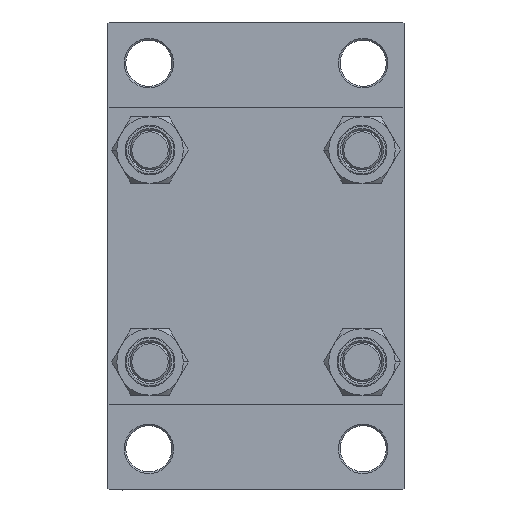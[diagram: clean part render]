
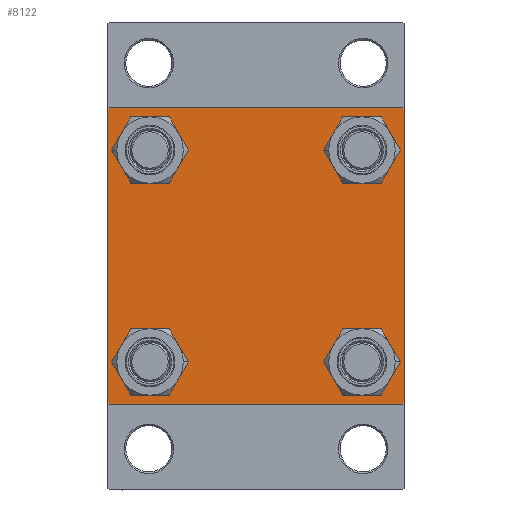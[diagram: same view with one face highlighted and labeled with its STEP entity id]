
A CAD part, left-side view. The second image highlights one B-rep face of the part: STEP entity #8122.
In plain terms, the highlighted planar face has unit normal (-1, 0, 0).
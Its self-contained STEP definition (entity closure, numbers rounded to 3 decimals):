
#496 = ORIENTED_EDGE ( 'NONE', *, *, #1016, .F. ) ;
#584 = LINE ( 'NONE', #15572, #1831 ) ;
#886 = DIRECTION ( 'NONE',  ( 1., 0., 0. ) ) ;
#1016 = EDGE_CURVE ( 'NONE', #4992, #42039, #584, .T. ) ;
#1021 = ORIENTED_EDGE ( 'NONE', *, *, #43809, .T. ) ;
#1188 = CARTESIAN_POINT ( 'NONE',  ( 0., 32.15, -32.15 ) ) ;
#1214 = CARTESIAN_POINT ( 'NONE',  ( 0., -32.15, -32.15 ) ) ;
#1243 = VERTEX_POINT ( 'NONE', #44193 ) ;
#1831 = VECTOR ( 'NONE', #12224, 1000. ) ;
#1930 = VECTOR ( 'NONE', #26386, 1000. ) ;
#2520 = CARTESIAN_POINT ( 'NONE',  ( 0., 45., -44.5 ) ) ;
#2721 = EDGE_LOOP ( 'NONE', ( #46802, #9919 ) ) ;
#2881 = CARTESIAN_POINT ( 'NONE',  ( 0., -45., -44.5 ) ) ;
#2891 = VECTOR ( 'NONE', #12483, 1000. ) ;
#3051 = EDGE_CURVE ( 'NONE', #41896, #11793, #15577, .T. ) ;
#3095 = CARTESIAN_POINT ( 'NONE',  ( 0., -32.15, 25.65 ) ) ;
#3460 = CIRCLE ( 'NONE', #38527, 6.5 ) ;
#3579 = ORIENTED_EDGE ( 'NONE', *, *, #27593, .F. ) ;
#3656 = EDGE_CURVE ( 'NONE', #37818, #42039, #34602, .T. ) ;
#3692 = AXIS2_PLACEMENT_3D ( 'NONE', #14886, #29458, #19163 ) ;
#3858 = VERTEX_POINT ( 'NONE', #32911 ) ;
#4226 = CARTESIAN_POINT ( 'NONE',  ( 0., -32.15, 32.15 ) ) ;
#4350 = CARTESIAN_POINT ( 'NONE',  ( 0., -32.15, -38.65 ) ) ;
#4679 = AXIS2_PLACEMENT_3D ( 'NONE', #30645, #40698, #44758 ) ;
#4992 = VERTEX_POINT ( 'NONE', #24875 ) ;
#5422 = ORIENTED_EDGE ( 'NONE', *, *, #40699, .T. ) ;
#6013 = FACE_BOUND ( 'NONE', #6744, .T. ) ;
#6744 = EDGE_LOOP ( 'NONE', ( #24300, #5422 ) ) ;
#7853 = DIRECTION ( 'NONE',  ( 0., 0., 1. ) ) ;
#8067 = EDGE_CURVE ( 'NONE', #18988, #37306, #29962, .T. ) ;
#8082 = ORIENTED_EDGE ( 'NONE', *, *, #39375, .T. ) ;
#8122 = ADVANCED_FACE ( 'NONE', ( #42305, #9597, #38727, #6013, #20553 ), #35131, .T. ) ;
#8266 = CARTESIAN_POINT ( 'NONE',  ( 0., 44.75, -44.75 ) ) ;
#8506 = VERTEX_POINT ( 'NONE', #3095 ) ;
#8917 = EDGE_CURVE ( 'NONE', #42859, #1243, #3460, .T. ) ;
#9009 = ORIENTED_EDGE ( 'NONE', *, *, #41669, .T. ) ;
#9140 = CARTESIAN_POINT ( 'NONE',  ( 0., -44.75, 44.75 ) ) ;
#9597 = FACE_BOUND ( 'NONE', #16583, .T. ) ;
#9919 = ORIENTED_EDGE ( 'NONE', *, *, #20270, .T. ) ;
#10013 = ORIENTED_EDGE ( 'NONE', *, *, #32103, .T. ) ;
#10139 = VERTEX_POINT ( 'NONE', #22928 ) ;
#10993 = AXIS2_PLACEMENT_3D ( 'NONE', #1188, #37460, #7853 ) ;
#11049 = CARTESIAN_POINT ( 'NONE',  ( 0., 32.15, -38.65 ) ) ;
#11093 = CIRCLE ( 'NONE', #15653, 6.5 ) ;
#11793 = VERTEX_POINT ( 'NONE', #23465 ) ;
#12152 = DIRECTION ( 'NONE',  ( 0., 0., 1. ) ) ;
#12224 = DIRECTION ( 'NONE',  ( 0., 0., -1. ) ) ;
#12483 = DIRECTION ( 'NONE',  ( 0., -1., 0. ) ) ;
#12919 = EDGE_CURVE ( 'NONE', #8506, #10139, #25228, .T. ) ;
#13407 = VECTOR ( 'NONE', #40457, 1000. ) ;
#13468 = DIRECTION ( 'NONE',  ( 0., 0., 1. ) ) ;
#13901 = ORIENTED_EDGE ( 'NONE', *, *, #3656, .T. ) ;
#14481 = ORIENTED_EDGE ( 'NONE', *, *, #8067, .T. ) ;
#14886 = CARTESIAN_POINT ( 'NONE',  ( 0., 32.15, 32.15 ) ) ;
#15036 = DIRECTION ( 'NONE',  ( 1., 0., 0. ) ) ;
#15572 = CARTESIAN_POINT ( 'NONE',  ( 0., -45., 45. ) ) ;
#15577 = CIRCLE ( 'NONE', #46842, 6.5 ) ;
#15599 = LINE ( 'NONE', #33292, #13407 ) ;
#15653 = AXIS2_PLACEMENT_3D ( 'NONE', #26852, #37606, #23720 ) ;
#15728 = ORIENTED_EDGE ( 'NONE', *, *, #3051, .T. ) ;
#16455 = CARTESIAN_POINT ( 'NONE',  ( 0., -44.75, -44.75 ) ) ;
#16510 = CARTESIAN_POINT ( 'NONE',  ( 0., 44.75, 44.75 ) ) ;
#16583 = EDGE_LOOP ( 'NONE', ( #34327, #15728 ) ) ;
#16665 = CARTESIAN_POINT ( 'NONE',  ( 0., 45., 45. ) ) ;
#16974 = CARTESIAN_POINT ( 'NONE',  ( 0., 0., 0. ) ) ;
#17567 = CIRCLE ( 'NONE', #21372, 6.5 ) ;
#17876 = VERTEX_POINT ( 'NONE', #11049 ) ;
#18131 = CIRCLE ( 'NONE', #44843, 6.5 ) ;
#18456 = CARTESIAN_POINT ( 'NONE',  ( 0., 44.5, 45. ) ) ;
#18988 = VERTEX_POINT ( 'NONE', #18456 ) ;
#19163 = DIRECTION ( 'NONE',  ( 0., 0., 1. ) ) ;
#20244 = LINE ( 'NONE', #16665, #32747 ) ;
#20270 = EDGE_CURVE ( 'NONE', #17876, #39270, #31578, .T. ) ;
#20553 = FACE_OUTER_BOUND ( 'NONE', #38575, .T. ) ;
#21372 = AXIS2_PLACEMENT_3D ( 'NONE', #4226, #886, #23034 ) ;
#21917 = CIRCLE ( 'NONE', #3692, 6.5 ) ;
#22928 = CARTESIAN_POINT ( 'NONE',  ( 0., -32.15, 38.65 ) ) ;
#23034 = DIRECTION ( 'NONE',  ( 0., 0., 1. ) ) ;
#23444 = DIRECTION ( 'NONE',  ( 0., 0.707, 0.707 ) ) ;
#23465 = CARTESIAN_POINT ( 'NONE',  ( 0., -32.15, -25.65 ) ) ;
#23534 = EDGE_CURVE ( 'NONE', #39270, #17876, #11093, .T. ) ;
#23692 = ORIENTED_EDGE ( 'NONE', *, *, #12919, .T. ) ;
#23720 = DIRECTION ( 'NONE',  ( 0., 0., 1. ) ) ;
#23983 = VECTOR ( 'NONE', #27684, 1000. ) ;
#24300 = ORIENTED_EDGE ( 'NONE', *, *, #8917, .T. ) ;
#24445 = CARTESIAN_POINT ( 'NONE',  ( 0., -32.15, -32.15 ) ) ;
#24875 = CARTESIAN_POINT ( 'NONE',  ( 0., -45., 44.5 ) ) ;
#25228 = CIRCLE ( 'NONE', #4679, 6.5 ) ;
#26386 = DIRECTION ( 'NONE',  ( 0., 0.707, -0.707 ) ) ;
#26603 = VERTEX_POINT ( 'NONE', #2520 ) ;
#26852 = CARTESIAN_POINT ( 'NONE',  ( 0., 32.15, -32.15 ) ) ;
#26905 = ORIENTED_EDGE ( 'NONE', *, *, #27236, .T. ) ;
#27236 = EDGE_CURVE ( 'NONE', #26603, #44986, #44571, .T. ) ;
#27593 = EDGE_CURVE ( 'NONE', #18988, #3858, #15599, .T. ) ;
#27684 = DIRECTION ( 'NONE',  ( 0., -0.707, 0.707 ) ) ;
#28651 = VECTOR ( 'NONE', #44098, 1000. ) ;
#28688 = DIRECTION ( 'NONE',  ( 0., 0., 1. ) ) ;
#29458 = DIRECTION ( 'NONE',  ( 1., 0., 0. ) ) ;
#29618 = VECTOR ( 'NONE', #23444, 1000. ) ;
#29962 = LINE ( 'NONE', #16510, #1930 ) ;
#30645 = CARTESIAN_POINT ( 'NONE',  ( 0., -32.15, 32.15 ) ) ;
#31552 = DIRECTION ( 'NONE',  ( -1., 0., 0. ) ) ;
#31578 = CIRCLE ( 'NONE', #10993, 6.5 ) ;
#32103 = EDGE_CURVE ( 'NONE', #44986, #37818, #33762, .T. ) ;
#32389 = CARTESIAN_POINT ( 'NONE',  ( 0., 32.15, -25.65 ) ) ;
#32747 = VECTOR ( 'NONE', #42696, 1000. ) ;
#32911 = CARTESIAN_POINT ( 'NONE',  ( 0., -44.5, 45. ) ) ;
#33292 = CARTESIAN_POINT ( 'NONE',  ( 0., 45., 45. ) ) ;
#33419 = EDGE_CURVE ( 'NONE', #11793, #41896, #18131, .T. ) ;
#33762 = LINE ( 'NONE', #45201, #2891 ) ;
#34327 = ORIENTED_EDGE ( 'NONE', *, *, #33419, .T. ) ;
#34602 = LINE ( 'NONE', #16455, #23983 ) ;
#35131 = PLANE ( 'NONE',  #43841 ) ;
#35396 = CARTESIAN_POINT ( 'NONE',  ( 0., 45., 44.5 ) ) ;
#35578 = CARTESIAN_POINT ( 'NONE',  ( 0., 32.15, 38.65 ) ) ;
#36526 = EDGE_LOOP ( 'NONE', ( #8082, #23692 ) ) ;
#37306 = VERTEX_POINT ( 'NONE', #35396 ) ;
#37460 = DIRECTION ( 'NONE',  ( 1., 0., 0. ) ) ;
#37606 = DIRECTION ( 'NONE',  ( 1., 0., 0. ) ) ;
#37808 = LINE ( 'NONE', #9140, #29618 ) ;
#37818 = VERTEX_POINT ( 'NONE', #44142 ) ;
#38527 = AXIS2_PLACEMENT_3D ( 'NONE', #43129, #46246, #39079 ) ;
#38575 = EDGE_LOOP ( 'NONE', ( #1021, #26905, #10013, #13901, #496, #9009, #3579, #14481 ) ) ;
#38727 = FACE_BOUND ( 'NONE', #2721, .T. ) ;
#38786 = CARTESIAN_POINT ( 'NONE',  ( 0., 44.5, -45. ) ) ;
#39079 = DIRECTION ( 'NONE',  ( 0., 0., 1. ) ) ;
#39270 = VERTEX_POINT ( 'NONE', #32389 ) ;
#39375 = EDGE_CURVE ( 'NONE', #10139, #8506, #17567, .T. ) ;
#40457 = DIRECTION ( 'NONE',  ( 0., -1., 0. ) ) ;
#40698 = DIRECTION ( 'NONE',  ( 1., 0., 0. ) ) ;
#40699 = EDGE_CURVE ( 'NONE', #1243, #42859, #21917, .T. ) ;
#41669 = EDGE_CURVE ( 'NONE', #4992, #3858, #37808, .T. ) ;
#41896 = VERTEX_POINT ( 'NONE', #4350 ) ;
#42039 = VERTEX_POINT ( 'NONE', #2881 ) ;
#42305 = FACE_BOUND ( 'NONE', #36526, .T. ) ;
#42696 = DIRECTION ( 'NONE',  ( 0., 0., -1. ) ) ;
#42859 = VERTEX_POINT ( 'NONE', #35578 ) ;
#43129 = CARTESIAN_POINT ( 'NONE',  ( 0., 32.15, 32.15 ) ) ;
#43809 = EDGE_CURVE ( 'NONE', #37306, #26603, #20244, .T. ) ;
#43841 = AXIS2_PLACEMENT_3D ( 'NONE', #16974, #31552, #28688 ) ;
#44098 = DIRECTION ( 'NONE',  ( 0., -0.707, -0.707 ) ) ;
#44142 = CARTESIAN_POINT ( 'NONE',  ( 0., -44.5, -45. ) ) ;
#44193 = CARTESIAN_POINT ( 'NONE',  ( 0., 32.15, 25.65 ) ) ;
#44571 = LINE ( 'NONE', #8266, #28651 ) ;
#44758 = DIRECTION ( 'NONE',  ( 0., 0., 1. ) ) ;
#44843 = AXIS2_PLACEMENT_3D ( 'NONE', #1214, #15036, #12152 ) ;
#44986 = VERTEX_POINT ( 'NONE', #38786 ) ;
#45201 = CARTESIAN_POINT ( 'NONE',  ( 0., 45., -45. ) ) ;
#46192 = DIRECTION ( 'NONE',  ( 1., 0., 0. ) ) ;
#46246 = DIRECTION ( 'NONE',  ( 1., 0., 0. ) ) ;
#46802 = ORIENTED_EDGE ( 'NONE', *, *, #23534, .T. ) ;
#46842 = AXIS2_PLACEMENT_3D ( 'NONE', #24445, #46192, #13468 ) ;
